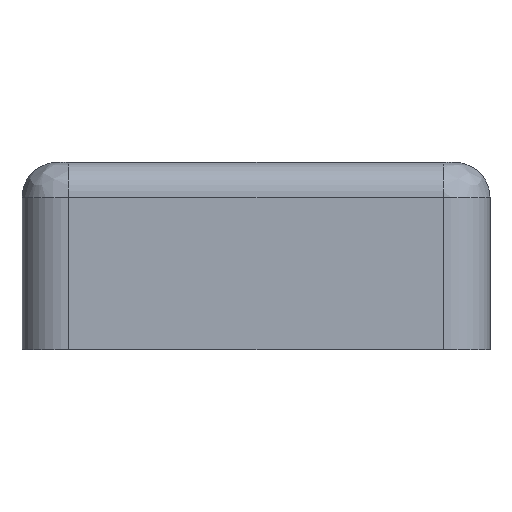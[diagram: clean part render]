
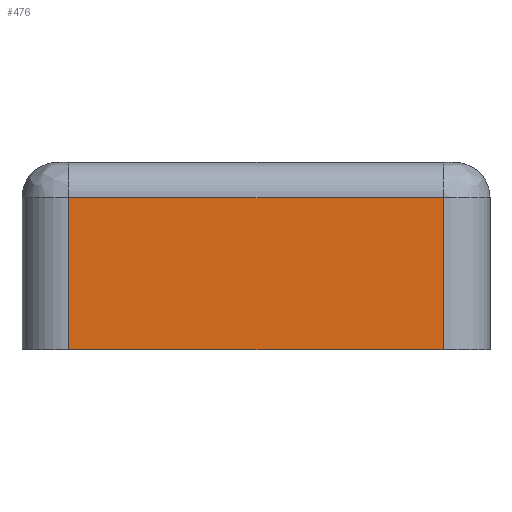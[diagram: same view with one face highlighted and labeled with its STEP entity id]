
A CAD part, left-side view. The second image highlights one B-rep face of the part: STEP entity #476.
In plain terms, the highlighted planar face has unit normal (-1, 0, 0).
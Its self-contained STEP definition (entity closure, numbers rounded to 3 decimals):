
#42=PLANE('',#551);
#65=FACE_OUTER_BOUND('',#96,.T.);
#96=EDGE_LOOP('',(#403,#404,#405,#406));
#125=LINE('',#850,#153);
#129=LINE('',#859,#157);
#130=LINE('',#863,#158);
#131=LINE('',#864,#159);
#153=VECTOR('',#668,10.);
#157=VECTOR('',#676,10.);
#158=VECTOR('',#681,10.);
#159=VECTOR('',#682,10.);
#230=VERTEX_POINT('',#796);
#237=VERTEX_POINT('',#846);
#240=VERTEX_POINT('',#858);
#241=VERTEX_POINT('',#862);
#295=EDGE_CURVE('',#230,#237,#125,.T.);
#299=EDGE_CURVE('',#237,#240,#129,.T.);
#301=EDGE_CURVE('',#241,#230,#130,.T.);
#302=EDGE_CURVE('',#241,#240,#131,.T.);
#403=ORIENTED_EDGE('',*,*,#295,.F.);
#404=ORIENTED_EDGE('',*,*,#301,.F.);
#405=ORIENTED_EDGE('',*,*,#302,.T.);
#406=ORIENTED_EDGE('',*,*,#299,.F.);
#476=ADVANCED_FACE('',(#65),#42,.T.);
#551=AXIS2_PLACEMENT_3D('',#861,#679,#680);
#668=DIRECTION('',(0.,-1.,0.));
#676=DIRECTION('',(0.,0.,-1.));
#679=DIRECTION('center_axis',(-1.,0.,0.));
#680=DIRECTION('ref_axis',(0.,-1.,0.));
#681=DIRECTION('',(0.,0.,1.));
#682=DIRECTION('',(0.,-1.,0.));
#796=CARTESIAN_POINT('',(-40.,16.,13.));
#846=CARTESIAN_POINT('',(-40.,-16.,13.));
#850=CARTESIAN_POINT('',(-40.,10.,13.));
#858=CARTESIAN_POINT('',(-40.,-16.,0.));
#859=CARTESIAN_POINT('',(-40.,-16.,0.));
#861=CARTESIAN_POINT('Origin',(-40.,20.,0.));
#862=CARTESIAN_POINT('',(-40.,16.,0.));
#863=CARTESIAN_POINT('',(-40.,16.,0.));
#864=CARTESIAN_POINT('',(-40.,20.,0.));
